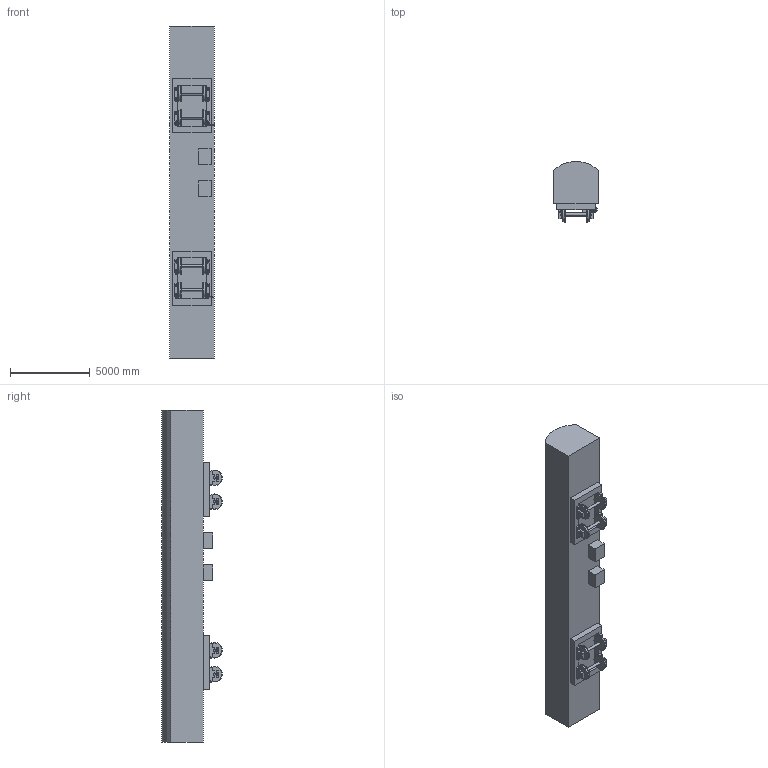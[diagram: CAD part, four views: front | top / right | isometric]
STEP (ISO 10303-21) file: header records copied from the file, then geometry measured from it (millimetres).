
FILE_DESCRIPTION (( 'STEP AP214' ), '1' );
FILE_NAME ('Trailer car TC (EBOM).STEP', '2022-01-04T16:02:52', ( '' ), ( '' ), 'SwSTEP 2.0', 'SolidWorks 2019', '' );
FILE_SCHEMA (( 'AUTOMOTIVE_DESIGN' ));
Length unit declared in the file: millimetre
Products named in the file (21): Bogie frame GJ; Rebite MD; Wheelset LC; Positioning device LD-315823; Air conditioning unit KT-190143518; Wheelset and axle box LZ-3159219; Drawing of trailer body CT; Equipment under vehicle CA; Trailer car TC (EBOM); Axle box temperature sensor WD; Bearing ZX-190128472; Drawing of equipment under vehicle CZ; Wheelset and axle box LZ-31582111; Lifting device of wheel set LT; Evaporating fan ZF; Bogie wiring PX; Positioning device LD-315923; Bogie composition ZZ-31594; Cooling fan LN; Bogie composition ZZ-31586
Assembly tree (36 placements, depth 5):
  Trailer car TC (EBOM)
    Drawing of trailer body CT
    Bogie composition ZZ-31586
      Bogie frame GJ
      Positioning device LD-315823
        Wheelset and axle box LZ-31582111
          Wheelset LC
          Bearing ZX-190128472  x2
          Axle box temperature sensor WD  x2
        Lifting device of wheel set LT  x2
      Positioning device LD-315923
        Wheelset and axle box LZ-3159219
        Lifting device of wheel set LT  x2
      Rebite MD  x8
      Bogie wiring PX
    Bogie composition ZZ-31594
    Drawing of equipment under vehicle CZ
      Equipment under vehicle CA
        Air conditioning unit KT-190143518
          Evaporating fan ZF
          Cooling fan LN  x2
        Air conditioning unit KT-190143518
          Evaporating fan ZF
          Cooling fan LN  x2
Bounding box: 2800 x 3791.58 x 20800 mm (x, y, z)
Volume: 146591607304.3 mm3; surface area: 296382604 mm2
Topology: 63 solids, 63 shells, 866 faces, 1984 edges, 1308 vertices
Faces by surface type: plane 413, cylinder 261, bspline 120, cone 64, torus 8
Entity records: 25418 total; most frequent: CARTESIAN_POINT 5446, DIRECTION 3010, ORIENTED_EDGE 2828, EDGE_CURVE 1414, AXIS2_PLACEMENT_3D 1084, VERTEX_POINT 928, VECTOR 842, LINE 842
